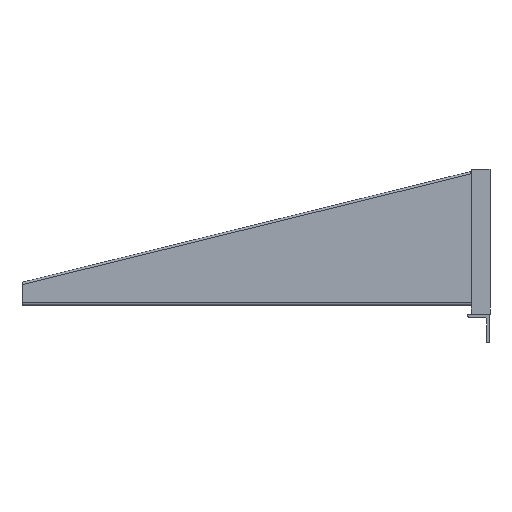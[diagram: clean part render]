
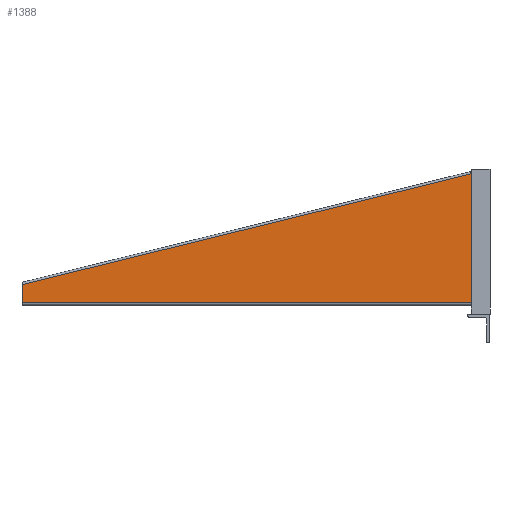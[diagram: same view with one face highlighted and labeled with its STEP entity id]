
A CAD part, front view. The second image highlights one B-rep face of the part: STEP entity #1388.
In plain terms, the highlighted face is planar.
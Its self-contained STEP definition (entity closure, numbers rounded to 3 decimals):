
#76 = AXIS2_PLACEMENT_3D ( 'NONE', #255, #452, #464 ) ;
#227 = LINE ( 'NONE', #505, #906 ) ;
#255 = CARTESIAN_POINT ( 'NONE',  ( 0., 0., 0. ) ) ;
#297 = PLANE ( 'NONE',  #76 ) ;
#452 = DIRECTION ( 'NONE',  ( 0., 0., -1. ) ) ;
#464 = DIRECTION ( 'NONE',  ( -1., 0., 0. ) ) ;
#505 = CARTESIAN_POINT ( 'NONE',  ( 1010., 10.5, 0. ) ) ;
#625 = ORIENTED_EDGE ( 'NONE', *, *, #1163, .T. ) ;
#711 = VECTOR ( 'NONE', #998, 1000. ) ;
#765 = ORIENTED_EDGE ( 'NONE', *, *, #1586, .F. ) ;
#783 = DIRECTION ( 'NONE',  ( 0., 1., 0. ) ) ;
#801 = ORIENTED_EDGE ( 'NONE', *, *, #1179, .T. ) ;
#906 = VECTOR ( 'NONE', #783, 1000. ) ;
#913 = EDGE_LOOP ( 'NONE', ( #801, #625, #1351, #765 ) ) ;
#929 = CARTESIAN_POINT ( 'NONE',  ( 1010., -22.33, 0. ) ) ;
#946 = CARTESIAN_POINT ( 'NONE',  ( 0., -313.5, 0. ) ) ;
#950 = DIRECTION ( 'NONE',  ( 0., -1., 0. ) ) ;
#957 = LINE ( 'NONE', #946, #1510 ) ;
#989 = CARTESIAN_POINT ( 'NONE',  ( 72.733, -294.851, 0. ) ) ;
#998 = DIRECTION ( 'NONE',  ( 0.971, 0.239, 0. ) ) ;
#1020 = LINE ( 'NONE', #989, #711 ) ;
#1044 = VERTEX_POINT ( 'NONE', #1312 ) ;
#1051 = VERTEX_POINT ( 'NONE', #1069 ) ;
#1069 = CARTESIAN_POINT ( 'NONE',  ( 1010., -63.65, 0. ) ) ;
#1163 = EDGE_CURVE ( 'NONE', #1044, #1051, #1020, .T. ) ;
#1179 = EDGE_CURVE ( 'NONE', #1304, #1044, #957, .T. ) ;
#1186 = VERTEX_POINT ( 'NONE', #929 ) ;
#1215 = FACE_OUTER_BOUND ( 'NONE', #913, .T. ) ;
#1267 = LINE ( 'NONE', #1496, #1454 ) ;
#1304 = VERTEX_POINT ( 'NONE', #1437 ) ;
#1312 = CARTESIAN_POINT ( 'NONE',  ( 0., -312.793, 0. ) ) ;
#1351 = ORIENTED_EDGE ( 'NONE', *, *, #1559, .T. ) ;
#1388 = ADVANCED_FACE ( 'NONE', ( #1215 ), #297, .F. ) ;
#1400 = DIRECTION ( 'NONE',  ( 1., 0., 0. ) ) ;
#1437 = CARTESIAN_POINT ( 'NONE',  ( 0., -22.33, 0. ) ) ;
#1454 = VECTOR ( 'NONE', #1400, 1000. ) ;
#1496 = CARTESIAN_POINT ( 'NONE',  ( 0., -22.33, 0. ) ) ;
#1510 = VECTOR ( 'NONE', #950, 1000. ) ;
#1559 = EDGE_CURVE ( 'NONE', #1051, #1186, #227, .T. ) ;
#1586 = EDGE_CURVE ( 'NONE', #1304, #1186, #1267, .T. ) ;
